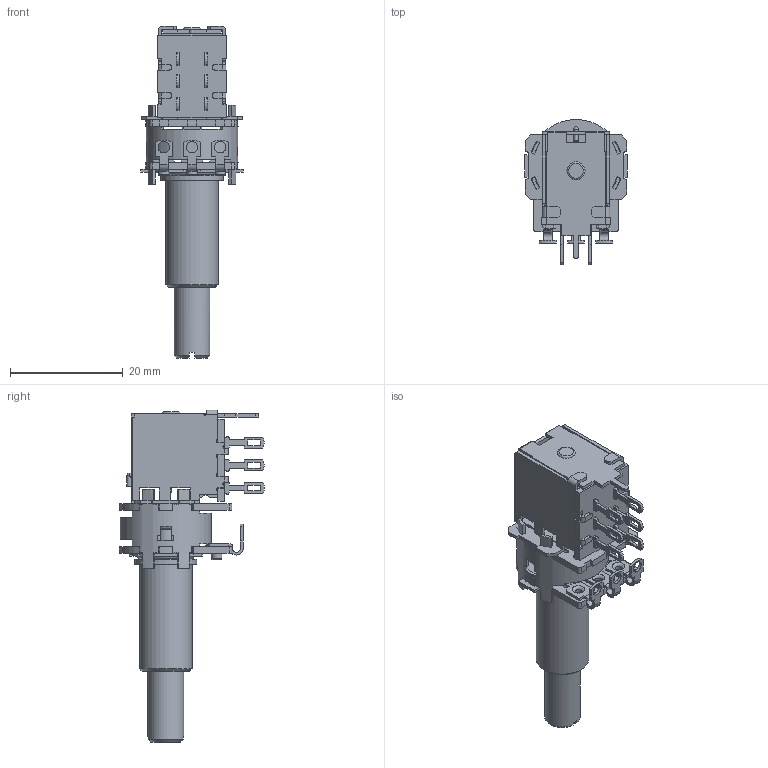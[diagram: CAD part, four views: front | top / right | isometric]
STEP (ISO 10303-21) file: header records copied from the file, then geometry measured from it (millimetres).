
FILE_DESCRIPTION((''),'2;1');
FILE_NAME('K16110U06S.stp','2013-10-24T11:47:26',('jia'),(''),'Autodesk Inventor 2011','Autodesk Inventor 2011','');
FILE_SCHEMA(('AUTOMOTIVE_DESIGN { 1 0 10303 214 1 1 1 1 }'));
Length unit declared in the file: millimetre
Products named in the file (15): 組合1(9.5軸受+接線端子+S軸).iam (詳細等級1); 前側板 1.0; 基板 1.0; 外蓋; SW block 2.0.iam (~1); 單梢 - 1.0; 絕緣板 1.0; UER11A35 2.0; 2M220340 端子; 2M220340 端子_MIR; 2M220340 端子_MIR_MIR; 直端子(接線) 1.0; 直端子(接線) 1.0_MIR; 軸受 1.0(19L); 軸 1.0(軸長31用)
Assembly tree (15 placements, depth 3):
  組合1(9.5軸受+接線端子+S軸).iam (詳細等級1)
    前側板 1.0
    基板 1.0  x2
    外蓋
    SW block 2.0.iam (~1)
      單梢 - 1.0
      絕緣板 1.0
      UER11A35 2.0
    2M220340 端子
    2M220340 端子_MIR
    2M220340 端子_MIR_MIR
    直端子(接線) 1.0
    直端子(接線) 1.0_MIR
    軸受 1.0(19L)
    軸 1.0(軸長31用)
Bounding box: 18.1 x 25.69 x 58.8 mm (x, y, z)
Volume: 3585.9 mm3; surface area: 7362.3 mm2
Topology: 14 solids, 14 shells, 853 faces, 2371 edges, 1548 vertices
Faces by surface type: plane 658, cylinder 170, torus 14, cone 6, sphere 3, bspline 2
Full cylindrical faces by diameter (mm): 0.8 x4, 0.9 x5, 1.25 x3, 1.3 x1, 1.85 x3, 1.9 x6, 2 x4, 3 x1, 3.45 x1, 5 x1, 5.01 x1, 6 x1, 6.35 x1, 6.36 x1, 7.5 x1, 9.3 x1, 11 x1, 15.2 x1, 16.2 x1
Entity records: 26490 total; most frequent: CARTESIAN_POINT 4950, ORIENTED_EDGE 4378, DIRECTION 4280, EDGE_CURVE 2189, VECTOR 1736, LINE 1736, VERTEX_POINT 1461, AXIS2_PLACEMENT_3D 1272
